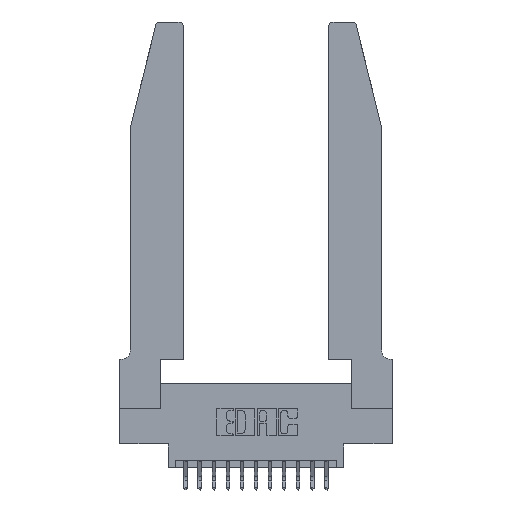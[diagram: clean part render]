
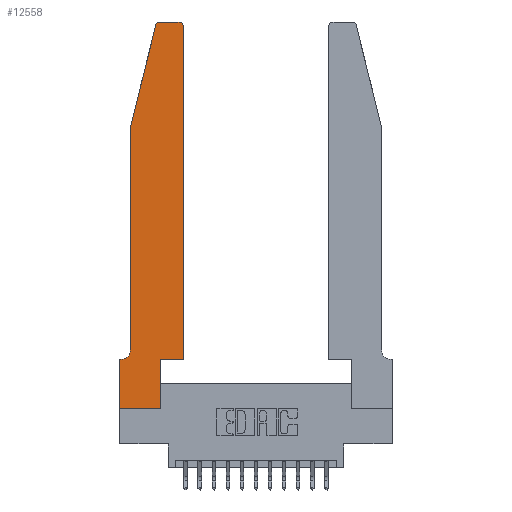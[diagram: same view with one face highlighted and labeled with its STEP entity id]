
A CAD part, top view. The second image highlights one B-rep face of the part: STEP entity #12558.
In plain terms, the highlighted planar face has unit normal (0, 0, 1).
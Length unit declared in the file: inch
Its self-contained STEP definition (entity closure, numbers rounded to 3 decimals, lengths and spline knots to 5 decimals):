
#236 = DIRECTION ( 'NONE',  ( 0., 1., 0. ) ) ;
#275 = ORIENTED_EDGE ( 'NONE', *, *, #8126, .T. ) ;
#465 = ORIENTED_EDGE ( 'NONE', *, *, #7067, .T. ) ;
#494 = VERTEX_POINT ( 'NONE', #4102 ) ;
#669 = EDGE_CURVE ( 'NONE', #8948, #9987, #12060, .T. ) ;
#882 = ORIENTED_EDGE ( 'NONE', *, *, #8551, .T. ) ;
#934 = DIRECTION ( 'NONE',  ( 1., 0., 0. ) ) ;
#1028 = VECTOR ( 'NONE', #5218, 39.37008 ) ;
#1189 = CARTESIAN_POINT ( 'NONE',  ( 0.0055, 0.35, 0.37 ) ) ;
#1345 = CARTESIAN_POINT ( 'NONE',  ( 0., 0.35, 0.37 ) ) ;
#1442 = CARTESIAN_POINT ( 'NONE',  ( 0.284, 2.75, 0.37 ) ) ;
#1601 = LINE ( 'NONE', #2503, #15876 ) ;
#1652 = CARTESIAN_POINT ( 'NONE',  ( 0.2865, 0.35, 0.37 ) ) ;
#1910 = VECTOR ( 'NONE', #11696, 39.37008 ) ;
#2063 = CARTESIAN_POINT ( 'NONE',  ( 0.25487, 2.72718, 0.37 ) ) ;
#2201 = EDGE_CURVE ( 'NONE', #8808, #494, #5928, .T. ) ;
#2264 = DIRECTION ( 'NONE',  ( 1., 0., 0. ) ) ;
#2448 = CARTESIAN_POINT ( 'NONE',  ( 0.0755, 2., 0.37 ) ) ;
#2469 = LINE ( 'NONE', #10597, #16715 ) ;
#2503 = CARTESIAN_POINT ( 'NONE',  ( 0., 0., 0.37 ) ) ;
#2505 = ORIENTED_EDGE ( 'NONE', *, *, #7695, .T. ) ;
#2601 = CARTESIAN_POINT ( 'NONE',  ( 0., 0., 0.37 ) ) ;
#2788 = DIRECTION ( 'NONE',  ( 0., 0., 1. ) ) ;
#3226 = EDGE_CURVE ( 'NONE', #5456, #11469, #1601, .T. ) ;
#3436 = CARTESIAN_POINT ( 'NONE',  ( 0.0755, 2., 0.37 ) ) ;
#3539 = CARTESIAN_POINT ( 'NONE',  ( 0., 0.35, 0.37 ) ) ;
#3605 = CARTESIAN_POINT ( 'NONE',  ( 0.284, 2.72, 0.37 ) ) ;
#3662 = ORIENTED_EDGE ( 'NONE', *, *, #2201, .T. ) ;
#4102 = CARTESIAN_POINT ( 'NONE',  ( 0.4505, 2.72, 0.37 ) ) ;
#4438 = VECTOR ( 'NONE', #5140, 39.37008 ) ;
#4667 = LINE ( 'NONE', #15335, #15261 ) ;
#4716 = CARTESIAN_POINT ( 'NONE',  ( 0.2865, 0., 0.37 ) ) ;
#4820 = VERTEX_POINT ( 'NONE', #1189 ) ;
#4911 = ORIENTED_EDGE ( 'NONE', *, *, #9028, .T. ) ;
#4983 = DIRECTION ( 'NONE',  ( 1., 0., 0. ) ) ;
#5013 = ORIENTED_EDGE ( 'NONE', *, *, #11669, .T. ) ;
#5122 = DIRECTION ( 'NONE',  ( 0., 0., -1. ) ) ;
#5140 = DIRECTION ( 'NONE',  ( 1., 0., 0. ) ) ;
#5218 = DIRECTION ( 'NONE',  ( 0., -1., 0. ) ) ;
#5329 = LINE ( 'NONE', #16748, #15925 ) ;
#5456 = VERTEX_POINT ( 'NONE', #1345 ) ;
#5676 = LINE ( 'NONE', #17590, #4438 ) ;
#5757 = DIRECTION ( 'NONE',  ( -1., 0., 0. ) ) ;
#5928 = LINE ( 'NONE', #15443, #16519 ) ;
#6315 = VERTEX_POINT ( 'NONE', #2063 ) ;
#7067 = EDGE_CURVE ( 'NONE', #6315, #8948, #15731, .T. ) ;
#7164 = DIRECTION ( 'NONE',  ( 0., 1., 0. ) ) ;
#7174 = VERTEX_POINT ( 'NONE', #16101 ) ;
#7301 = CARTESIAN_POINT ( 'NONE',  ( 0.0755, 0.42, 0.37 ) ) ;
#7568 = CARTESIAN_POINT ( 'NONE',  ( 0.0755, 2., 0.37 ) ) ;
#7695 = EDGE_CURVE ( 'NONE', #4820, #5456, #5329, .T. ) ;
#7955 = ORIENTED_EDGE ( 'NONE', *, *, #15072, .T. ) ;
#8037 = DIRECTION ( 'NONE',  ( 0., -1., 0. ) ) ;
#8126 = EDGE_CURVE ( 'NONE', #494, #7174, #17200, .T. ) ;
#8551 = EDGE_CURVE ( 'NONE', #9987, #4820, #16472, .T. ) ;
#8808 = VERTEX_POINT ( 'NONE', #12777 ) ;
#8887 = VECTOR ( 'NONE', #236, 39.37008 ) ;
#8948 = VERTEX_POINT ( 'NONE', #3436 ) ;
#9028 = EDGE_CURVE ( 'NONE', #15310, #6315, #12338, .T. ) ;
#9987 = VERTEX_POINT ( 'NONE', #7301 ) ;
#10041 = FACE_OUTER_BOUND ( 'NONE', #12517, .T. ) ;
#10187 = VERTEX_POINT ( 'NONE', #13511 ) ;
#10511 = DIRECTION ( 'NONE',  ( 0., 0., 1. ) ) ;
#10597 = CARTESIAN_POINT ( 'NONE',  ( 0.4505, 0.35, 0.37 ) ) ;
#11047 = CARTESIAN_POINT ( 'NONE',  ( 0.4205, 2.72, 0.37 ) ) ;
#11468 = ORIENTED_EDGE ( 'NONE', *, *, #14507, .T. ) ;
#11469 = VERTEX_POINT ( 'NONE', #2601 ) ;
#11669 = EDGE_CURVE ( 'NONE', #12887, #10187, #12553, .T. ) ;
#11696 = DIRECTION ( 'NONE',  ( -0.239, -0.971, 0. ) ) ;
#12006 = AXIS2_PLACEMENT_3D ( 'NONE', #3605, #13261, #4983 ) ;
#12060 = LINE ( 'NONE', #2448, #1028 ) ;
#12338 = CIRCLE ( 'NONE', #12006, 0.03 ) ;
#12424 = DIRECTION ( 'NONE',  ( 1., 0., 0. ) ) ;
#12517 = EDGE_LOOP ( 'NONE', ( #16992, #4911, #465, #13395, #882, #2505, #17238, #7955, #5013, #11468, #3662, #275 ) ) ;
#12553 = LINE ( 'NONE', #1652, #8887 ) ;
#12558 = ADVANCED_FACE ( 'NONE', ( #10041 ), #16030, .T. ) ;
#12777 = CARTESIAN_POINT ( 'NONE',  ( 0.4505, 0.35, 0.37 ) ) ;
#12887 = VERTEX_POINT ( 'NONE', #4716 ) ;
#13261 = DIRECTION ( 'NONE',  ( 0., 0., 1. ) ) ;
#13395 = ORIENTED_EDGE ( 'NONE', *, *, #669, .T. ) ;
#13408 = CARTESIAN_POINT ( 'NONE',  ( 0.0055, 0.42, 0.37 ) ) ;
#13511 = CARTESIAN_POINT ( 'NONE',  ( 0.2865, 0.35, 0.37 ) ) ;
#13620 = AXIS2_PLACEMENT_3D ( 'NONE', #13408, #5122, #14794 ) ;
#14288 = AXIS2_PLACEMENT_3D ( 'NONE', #3539, #10511, #2264 ) ;
#14507 = EDGE_CURVE ( 'NONE', #10187, #8808, #2469, .T. ) ;
#14794 = DIRECTION ( 'NONE',  ( -1., 0., 0. ) ) ;
#14890 = AXIS2_PLACEMENT_3D ( 'NONE', #11047, #2788, #12424 ) ;
#15072 = EDGE_CURVE ( 'NONE', #11469, #12887, #5676, .T. ) ;
#15261 = VECTOR ( 'NONE', #16721, 39.37008 ) ;
#15310 = VERTEX_POINT ( 'NONE', #1442 ) ;
#15335 = CARTESIAN_POINT ( 'NONE',  ( 0.2605, 2.75, 0.37 ) ) ;
#15351 = EDGE_CURVE ( 'NONE', #7174, #15310, #4667, .T. ) ;
#15443 = CARTESIAN_POINT ( 'NONE',  ( 0.4505, 0.35, 0.37 ) ) ;
#15731 = LINE ( 'NONE', #7568, #1910 ) ;
#15876 = VECTOR ( 'NONE', #8037, 39.37008 ) ;
#15925 = VECTOR ( 'NONE', #5757, 39.37008 ) ;
#16030 = PLANE ( 'NONE',  #14288 ) ;
#16101 = CARTESIAN_POINT ( 'NONE',  ( 0.4205, 2.75, 0.37 ) ) ;
#16472 = CIRCLE ( 'NONE', #13620, 0.07 ) ;
#16519 = VECTOR ( 'NONE', #7164, 39.37008 ) ;
#16715 = VECTOR ( 'NONE', #934, 39.37008 ) ;
#16721 = DIRECTION ( 'NONE',  ( -1., 0., 0. ) ) ;
#16748 = CARTESIAN_POINT ( 'NONE',  ( 0.0755, 0.35, 0.37 ) ) ;
#16992 = ORIENTED_EDGE ( 'NONE', *, *, #15351, .T. ) ;
#17200 = CIRCLE ( 'NONE', #14890, 0.03 ) ;
#17238 = ORIENTED_EDGE ( 'NONE', *, *, #3226, .T. ) ;
#17590 = CARTESIAN_POINT ( 'NONE',  ( 0., 0., 0.37 ) ) ;
